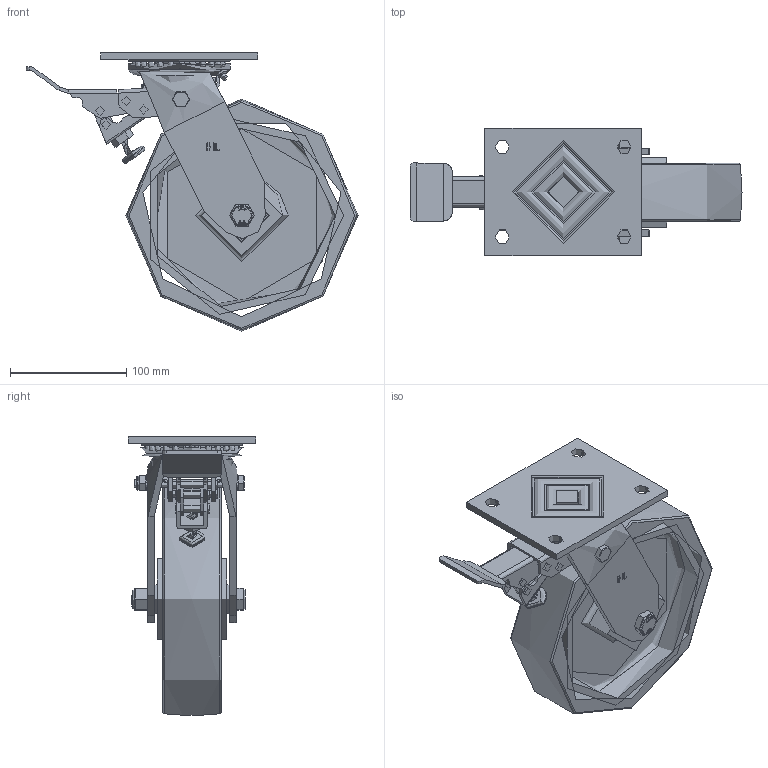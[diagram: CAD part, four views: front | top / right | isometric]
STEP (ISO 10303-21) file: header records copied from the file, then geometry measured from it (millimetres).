
FILE_DESCRIPTION(/* description */ ('','CAx-IF Rec.Pracs.---Representation and Presentation of Product Manufacturing Information (PMI)---4.0---2014-10-13'),/* implementation_level */ '2;1');
FILE_NAME(/* name */ 'BZJ200NPBJSWB.step',/* time_stamp */ '2024-11-21T14:22:27Z',/* author */ (''),/* organization */ (''),/* preprocessor_version */ 'ST-DEVELOPER v20',/* originating_system */ 'Autodesk Translation Framework v13.20.0.188',/* authorisation */ '');
FILE_SCHEMA (('AP242_MANAGED_MODEL_BASED_3D_ENGINEERING_MIM_LF { 1 0 10303 442 1 1 4 }'));
Products named in the file (47): BZJ200NPBJSWB; BZJ200ASSWB v1; FABRICATED STEEL TOP PLATE; FABRICATED STEEL TOP PLATE Geometry; BALL BEARINGS; Component2; BALL BEARINGS2; Component1; FABRICATED STEEL FORKS; FABRICATED STEEL FORKS Geometry; GREESE NIPPLE; FABRICATED STEEL BRAKE; bolt; BRAKE 1; BRAKE PEDAL; CONNECTORS; BRAKE 2; BRAKE BOLT; NUT; BOLT3; BOLT4; SPRING; NUT2; BOLT2; BZH200WNPBJM2060 v1; POLYURETHANE TYRE; NYLON RIM; BEARING6204; BALL BEARINGS (1); BEARING6204 (1); BALL BEARINGS (1) (1); Component3; INNER; OUTER; MIDDLE; RUBBER; BEARING SPACER; TH20X2X12 v1; ZINC PLATED HEADED SPACER; TH20X2X12 v1 (1) ...
Assembly tree (109 placements, depth 5):
  BZJ200NPBJSWB
    BZJ200ASSWB v1
      FABRICATED STEEL TOP PLATE
        FABRICATED STEEL TOP PLATE Geometry
        BALL BEARINGS
          Component2  x20
        BALL BEARINGS2
          Component1  x25
      FABRICATED STEEL FORKS
        FABRICATED STEEL FORKS Geometry
        GREESE NIPPLE
      FABRICATED STEEL BRAKE
        bolt
        BRAKE 1
        BRAKE PEDAL
        CONNECTORS
        BRAKE 2
        BRAKE BOLT
        NUT
        BOLT2  x2
        BOLT3
        BOLT4
        SPRING
        NUT2
    BZH200WNPBJM2060 v1
      POLYURETHANE TYRE
      NYLON RIM
      BEARING6204
        INNER
        OUTER
        BALL BEARINGS (1)
          Component3  x8
        MIDDLE
        RUBBER
      BEARING6204 (1)
        BALL BEARINGS (1) (1)
          Component3  x8
        INNER
        OUTER
        MIDDLE
        RUBBER
      BEARING SPACER
    TH20X2X12 v1
      ZINC PLATED HEADED SPACER
    TH20X2X12 v1 (1)
      ZINC PLATED HEADED SPACER (1)
    HEXBOLTM12X90Z8.8 v2
      GRADE 8.8 ZINC PLATED BOLT
    NYLOCM12Z14MM v1
      NYLOC NUT
        NUT (1)
        RUBBER (1)
Bounding box: 286 x 110 x 239.85 mm (x, y, z)
Volume: 1142731.6 mm3; surface area: 372802.1 mm2
Topology: 98 solids, 98 shells, 1885 faces, 4600 edges, 2924 vertices
Faces by surface type: plane 823, bspline 602, cylinder 316, sphere 112, torus 29, cone 3
Full cylindrical faces by diameter (mm): 4 x5, 6 x20, 8 x35, 9.836 x16, 10 x2, 11.834 x16, 12 x4, 12.2 x2, 13 x2, 14 x2, 17.75 x1, 18.5 x1, 19.8 x2, 20 x3, 22 x1, 24 x1, 25 x2, 26 x2, 27 x2, 28.5 x8, 30 x1, 30.8 x4, 31.3 x4, 40 x1, 40.3 x4, 40.5 x4, 40.621 x1, 40.8 x4, 40.9 x1, 42 x10
Entity records: 73260 total; most frequent: CARTESIAN_POINT 39699, ORIENTED_EDGE 6970, DIRECTION 5931, EDGE_CURVE 3485, VERTEX_POINT 2192, AXIS2_PLACEMENT_3D 2140, EDGE_LOOP 1687, LINE 1651
